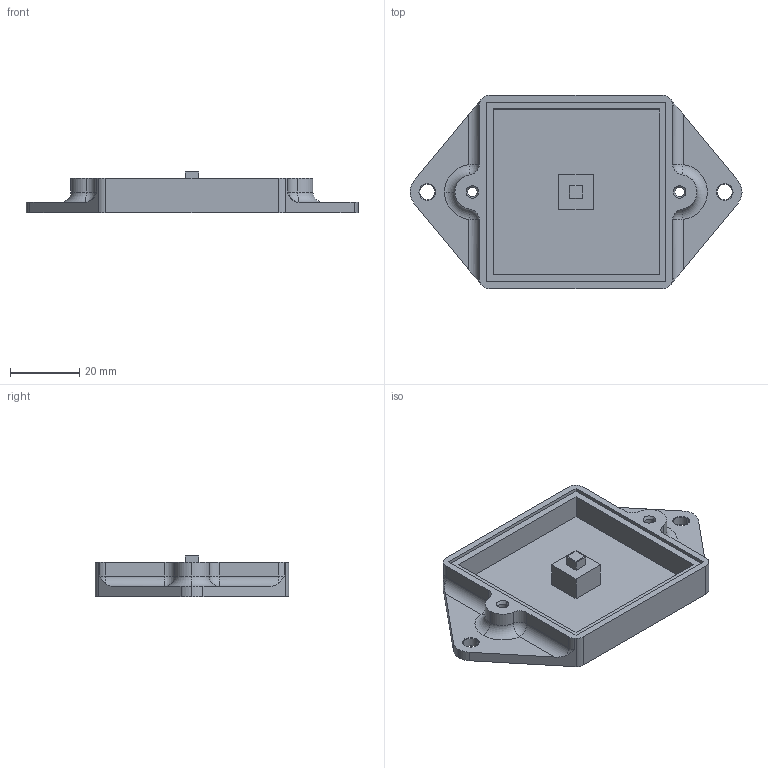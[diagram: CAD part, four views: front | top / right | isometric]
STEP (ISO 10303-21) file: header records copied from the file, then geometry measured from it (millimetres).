
FILE_DESCRIPTION (( 'STEP AP214' ), '1' );
FILE_NAME ('multivibrator_base.STEP', '2008-05-07T04:06:58', ( 'Altium Employee' ), ( 'Altium Limited' ), 'SwSTEP 2.0', 'SolidWorks 2007', '' );
FILE_SCHEMA (( 'AUTOMOTIVE_DESIGN' ));
Length unit declared in the file: millimetre
Products named in the file (1): multivibrator_base
Bounding box: 96 x 56 x 12 mm (x, y, z)
Volume: 17421.6 mm3; surface area: 12755.7 mm2
Topology: 1 solids, 1 shells, 91 faces, 222 edges, 137 vertices
Faces by surface type: plane 38, cylinder 30, cone 12, torus 7, sphere 4
Entity records: 2771 total; most frequent: CARTESIAN_POINT 507, DIRECTION 478, ORIENTED_EDGE 444, EDGE_CURVE 222, AXIS2_PLACEMENT_3D 172, VERTEX_POINT 137, VECTOR 134, LINE 134
